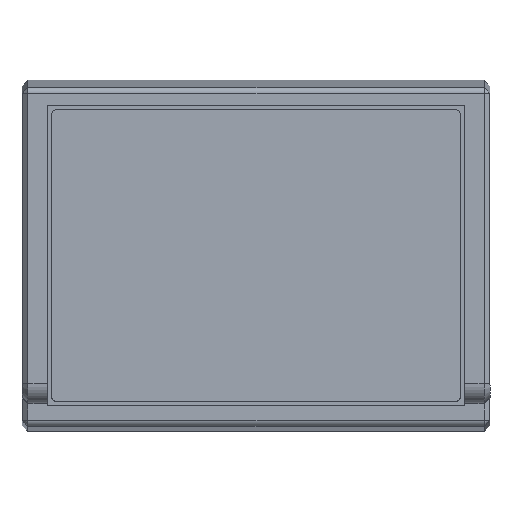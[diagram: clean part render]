
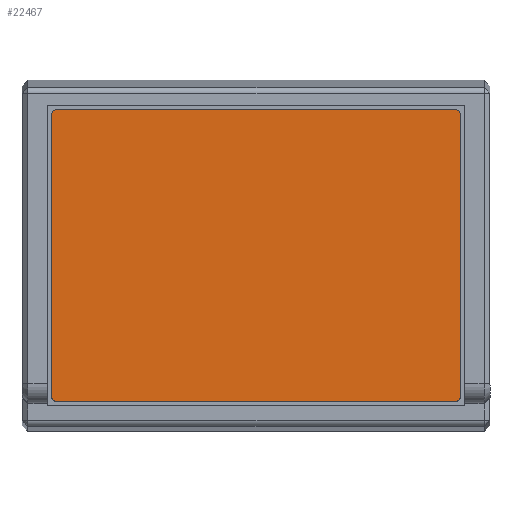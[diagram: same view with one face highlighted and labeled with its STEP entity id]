
A CAD part, top view. The second image highlights one B-rep face of the part: STEP entity #22467.
In plain terms, the highlighted planar face has unit normal (0, 0, 1).
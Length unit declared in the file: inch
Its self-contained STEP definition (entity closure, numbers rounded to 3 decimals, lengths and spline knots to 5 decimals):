
#23 = ORIENTED_EDGE ( 'NONE', *, *, #5912, .F. ) ;
#463 = AXIS2_PLACEMENT_3D ( 'NONE', #13431, #7410, #26420 ) ;
#561 = EDGE_CURVE ( 'NONE', #3340, #13671, #23682, .T. ) ;
#662 = LINE ( 'NONE', #9022, #23844 ) ;
#2102 = DIRECTION ( 'NONE',  ( 0., 0., -1. ) ) ;
#2411 = CARTESIAN_POINT ( 'NONE',  ( -0.41339, -0.28346, 0.37402 ) ) ;
#2656 = CARTESIAN_POINT ( 'NONE',  ( -0.41339, 0.28346, 0.37402 ) ) ;
#3077 = EDGE_CURVE ( 'NONE', #16863, #9471, #12057, .T. ) ;
#3340 = VERTEX_POINT ( 'NONE', #15704 ) ;
#3352 = DIRECTION ( 'NONE',  ( -1., 0., 0. ) ) ;
#3901 = VECTOR ( 'NONE', #9858, 39.37008 ) ;
#4018 = EDGE_CURVE ( 'NONE', #20577, #13671, #19172, .T. ) ;
#4475 = CIRCLE ( 'NONE', #4901, 0.01181 ) ;
#4679 = EDGE_CURVE ( 'NONE', #5259, #9888, #4475, .T. ) ;
#4901 = AXIS2_PLACEMENT_3D ( 'NONE', #22675, #7506, #26787 ) ;
#5259 = VERTEX_POINT ( 'NONE', #9727 ) ;
#5744 = CARTESIAN_POINT ( 'NONE',  ( -0.41339, 0.28346, 0.37402 ) ) ;
#5912 = EDGE_CURVE ( 'NONE', #20577, #9471, #11843, .T. ) ;
#6911 = ORIENTED_EDGE ( 'NONE', *, *, #561, .F. ) ;
#7324 = ORIENTED_EDGE ( 'NONE', *, *, #4018, .T. ) ;
#7410 = DIRECTION ( 'NONE',  ( 0., 0., -1. ) ) ;
#7506 = DIRECTION ( 'NONE',  ( 0., 0., -1. ) ) ;
#7927 = ORIENTED_EDGE ( 'NONE', *, *, #24553, .T. ) ;
#8071 = CARTESIAN_POINT ( 'NONE',  ( -0.40157, -0.29528, 0.37402 ) ) ;
#8164 = CARTESIAN_POINT ( 'NONE',  ( -0.40157, 0.29528, 0.37402 ) ) ;
#9022 = CARTESIAN_POINT ( 'NONE',  ( -0.40157, 0.29528, 0.37402 ) ) ;
#9471 = VERTEX_POINT ( 'NONE', #2411 ) ;
#9727 = CARTESIAN_POINT ( 'NONE',  ( 0.40157, 0.29528, 0.37402 ) ) ;
#9858 = DIRECTION ( 'NONE',  ( 0., -1., 0. ) ) ;
#9888 = VERTEX_POINT ( 'NONE', #16115 ) ;
#9922 = DIRECTION ( 'NONE',  ( -1., 0., 0. ) ) ;
#9951 = DIRECTION ( 'NONE',  ( -1., 0., 0. ) ) ;
#10935 = CARTESIAN_POINT ( 'NONE',  ( 0.40157, -0.29528, 0.37402 ) ) ;
#10960 = LINE ( 'NONE', #19297, #17219 ) ;
#11372 = AXIS2_PLACEMENT_3D ( 'NONE', #20855, #2102, #9922 ) ;
#11843 = CIRCLE ( 'NONE', #463, 0.01181 ) ;
#12057 = LINE ( 'NONE', #5744, #3901 ) ;
#12127 = ORIENTED_EDGE ( 'NONE', *, *, #14849, .T. ) ;
#12274 = DIRECTION ( 'NONE',  ( 0., 0., -1. ) ) ;
#12320 = ORIENTED_EDGE ( 'NONE', *, *, #3077, .T. ) ;
#13431 = CARTESIAN_POINT ( 'NONE',  ( -0.40157, -0.28346, 0.37402 ) ) ;
#13671 = VERTEX_POINT ( 'NONE', #10935 ) ;
#14810 = EDGE_LOOP ( 'NONE', ( #12320, #23, #7324, #6911, #7927, #20245, #12127, #25269 ) ) ;
#14849 = EDGE_CURVE ( 'NONE', #5259, #16604, #662, .T. ) ;
#15704 = CARTESIAN_POINT ( 'NONE',  ( 0.41339, -0.28346, 0.37402 ) ) ;
#16115 = CARTESIAN_POINT ( 'NONE',  ( 0.41339, 0.28346, 0.37402 ) ) ;
#16604 = VERTEX_POINT ( 'NONE', #8164 ) ;
#16692 = VECTOR ( 'NONE', #23131, 39.37008 ) ;
#16786 = FACE_OUTER_BOUND ( 'NONE', #14810, .T. ) ;
#16863 = VERTEX_POINT ( 'NONE', #2656 ) ;
#17219 = VECTOR ( 'NONE', #19167, 39.37008 ) ;
#19167 = DIRECTION ( 'NONE',  ( 0., 1., 0. ) ) ;
#19172 = LINE ( 'NONE', #23004, #16692 ) ;
#19297 = CARTESIAN_POINT ( 'NONE',  ( 0.41339, 0.28346, 0.37402 ) ) ;
#19763 = AXIS2_PLACEMENT_3D ( 'NONE', #20044, #24415, #3352 ) ;
#19950 = DIRECTION ( 'NONE',  ( -1., 0., 0. ) ) ;
#20044 = CARTESIAN_POINT ( 'NONE',  ( 0.40157, -0.28346, 0.37402 ) ) ;
#20245 = ORIENTED_EDGE ( 'NONE', *, *, #4679, .F. ) ;
#20577 = VERTEX_POINT ( 'NONE', #8071 ) ;
#20855 = CARTESIAN_POINT ( 'NONE',  ( -0.40157, 0.28346, 0.37402 ) ) ;
#20978 = CIRCLE ( 'NONE', #11372, 0.01181 ) ;
#22467 = ADVANCED_FACE ( 'NONE', ( #16786 ), #25130, .F. ) ;
#22664 = CARTESIAN_POINT ( 'NONE',  ( -0.40157, 0.28346, 0.37402 ) ) ;
#22675 = CARTESIAN_POINT ( 'NONE',  ( 0.40157, 0.28346, 0.37402 ) ) ;
#22807 = EDGE_CURVE ( 'NONE', #16863, #16604, #20978, .T. ) ;
#23004 = CARTESIAN_POINT ( 'NONE',  ( -0.40157, -0.29528, 0.37402 ) ) ;
#23131 = DIRECTION ( 'NONE',  ( 1., 0., 0. ) ) ;
#23682 = CIRCLE ( 'NONE', #19763, 0.01181 ) ;
#23844 = VECTOR ( 'NONE', #19950, 39.37008 ) ;
#24415 = DIRECTION ( 'NONE',  ( 0., 0., -1. ) ) ;
#24473 = AXIS2_PLACEMENT_3D ( 'NONE', #22664, #12274, #9951 ) ;
#24553 = EDGE_CURVE ( 'NONE', #3340, #9888, #10960, .T. ) ;
#25130 = PLANE ( 'NONE',  #24473 ) ;
#25269 = ORIENTED_EDGE ( 'NONE', *, *, #22807, .F. ) ;
#26420 = DIRECTION ( 'NONE',  ( -1., 0., 0. ) ) ;
#26787 = DIRECTION ( 'NONE',  ( -1., 0., 0. ) ) ;
